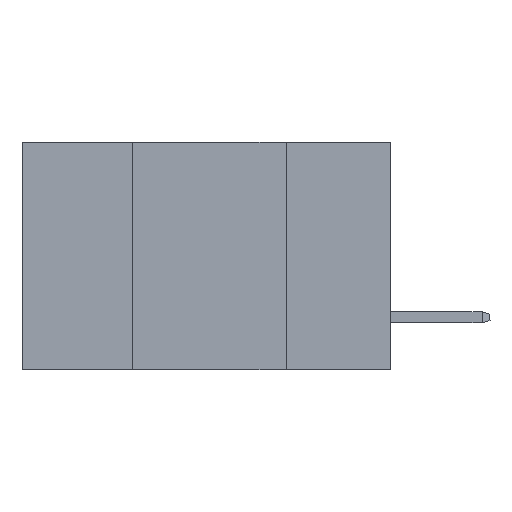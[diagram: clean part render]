
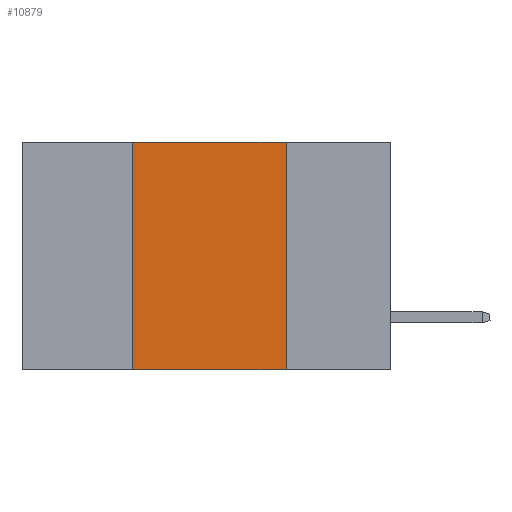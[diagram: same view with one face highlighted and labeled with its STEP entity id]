
A CAD part, left-side view. The second image highlights one B-rep face of the part: STEP entity #10879.
In plain terms, the highlighted planar face has unit normal (-1, 0, 0).
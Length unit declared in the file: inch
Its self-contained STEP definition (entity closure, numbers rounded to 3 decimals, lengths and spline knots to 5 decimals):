
#187 = VECTOR ( 'NONE', #3058, 39.37008 ) ;
#702 = EDGE_CURVE ( 'NONE', #8528, #3269, #14278, .T. ) ;
#760 = CARTESIAN_POINT ( 'NONE',  ( 0., 0.6, -0.37 ) ) ;
#816 = ORIENTED_EDGE ( 'NONE', *, *, #11035, .T. ) ;
#1024 = LINE ( 'NONE', #760, #1456 ) ;
#1456 = VECTOR ( 'NONE', #9949, 39.37008 ) ;
#1944 = DIRECTION ( 'NONE',  ( 0., 0., -1. ) ) ;
#2466 = LINE ( 'NONE', #3001, #12578 ) ;
#2631 = AXIS2_PLACEMENT_3D ( 'NONE', #14437, #9744, #1944 ) ;
#3001 = CARTESIAN_POINT ( 'NONE',  ( 0., 0.6, 0. ) ) ;
#3058 = DIRECTION ( 'NONE',  ( 0., 0., 1. ) ) ;
#3123 = EDGE_CURVE ( 'NONE', #8440, #8528, #2466, .T. ) ;
#3269 = VERTEX_POINT ( 'NONE', #15698 ) ;
#3657 = DIRECTION ( 'NONE',  ( 0., -1., 0. ) ) ;
#4469 = VECTOR ( 'NONE', #11682, 39.37008 ) ;
#5170 = VERTEX_POINT ( 'NONE', #9204 ) ;
#5821 = CARTESIAN_POINT ( 'NONE',  ( 0., 0.17, 0. ) ) ;
#6482 = EDGE_CURVE ( 'NONE', #5170, #8440, #10697, .T. ) ;
#7894 = CARTESIAN_POINT ( 'NONE',  ( 0., 0.17, 0. ) ) ;
#8440 = VERTEX_POINT ( 'NONE', #9010 ) ;
#8528 = VERTEX_POINT ( 'NONE', #7894 ) ;
#9010 = CARTESIAN_POINT ( 'NONE',  ( 0., 0.42, 0. ) ) ;
#9204 = CARTESIAN_POINT ( 'NONE',  ( 0., 0.42, -0.37 ) ) ;
#9657 = FACE_OUTER_BOUND ( 'NONE', #15737, .T. ) ;
#9744 = DIRECTION ( 'NONE',  ( 1., 0., 0. ) ) ;
#9949 = DIRECTION ( 'NONE',  ( 0., -1., 0. ) ) ;
#10420 = ORIENTED_EDGE ( 'NONE', *, *, #702, .F. ) ;
#10697 = LINE ( 'NONE', #13062, #187 ) ;
#10800 = ORIENTED_EDGE ( 'NONE', *, *, #3123, .F. ) ;
#10879 = ADVANCED_FACE ( 'NONE', ( #9657 ), #13255, .F. ) ;
#11035 = EDGE_CURVE ( 'NONE', #5170, #3269, #1024, .T. ) ;
#11682 = DIRECTION ( 'NONE',  ( 0., 0., -1. ) ) ;
#12578 = VECTOR ( 'NONE', #3657, 39.37008 ) ;
#13062 = CARTESIAN_POINT ( 'NONE',  ( 0., 0.42, 0. ) ) ;
#13255 = PLANE ( 'NONE',  #2631 ) ;
#13928 = ORIENTED_EDGE ( 'NONE', *, *, #6482, .F. ) ;
#14278 = LINE ( 'NONE', #5821, #4469 ) ;
#14437 = CARTESIAN_POINT ( 'NONE',  ( 0., 0.6, 0. ) ) ;
#15698 = CARTESIAN_POINT ( 'NONE',  ( 0., 0.17, -0.37 ) ) ;
#15737 = EDGE_LOOP ( 'NONE', ( #10420, #10800, #13928, #816 ) ) ;
